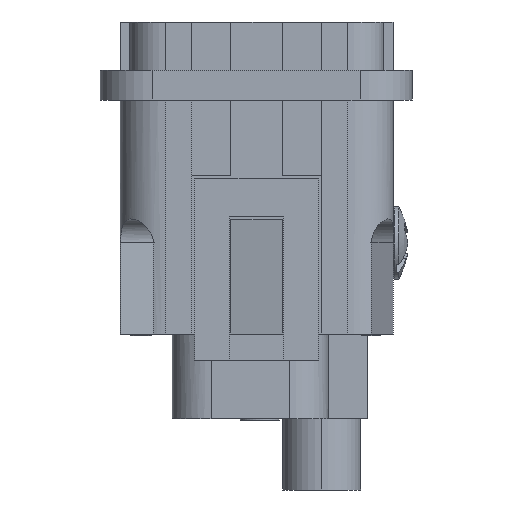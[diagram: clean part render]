
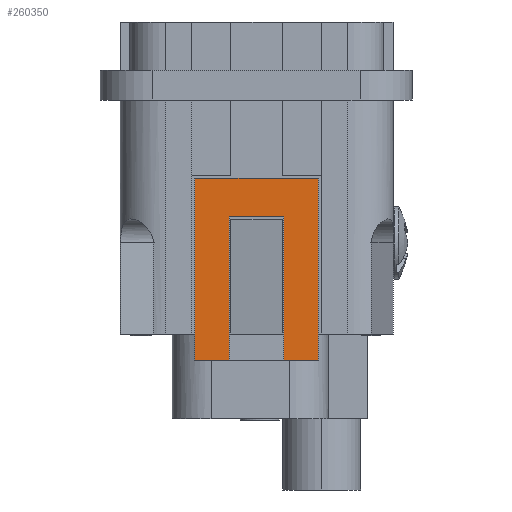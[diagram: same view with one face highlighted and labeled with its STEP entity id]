
A CAD part, left-side view. The second image highlights one B-rep face of the part: STEP entity #260350.
In plain terms, the highlighted planar face has unit normal (-1, 0, 0).
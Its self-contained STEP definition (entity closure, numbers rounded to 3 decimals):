
#15050=CARTESIAN_POINT('',(79.6,81.35,14.));
#15060=VERTEX_POINT('',#15050);
#15140=CARTESIAN_POINT('',(79.6,71.85,14.));
#15150=VERTEX_POINT('',#15140);
#15180=CARTESIAN_POINT('',(79.6,123.265,14.));
#15190=DIRECTION('',(0.,-1.,0.));
#15200=VECTOR('',#15190,1.);
#15210=LINE('',#15180,#15200);
#15220=EDGE_CURVE('',#15060,#15150,#15210,.T.);
#23860=CARTESIAN_POINT('',(79.6,71.85,0.));
#23870=VERTEX_POINT('',#23860);
#23920=CARTESIAN_POINT('',(79.6,71.85,2.));
#23930=DIRECTION('',(0.,0.,1.));
#23940=VECTOR('',#23930,1.);
#23950=LINE('',#23920,#23940);
#23960=EDGE_CURVE('',#23870,#15150,#23950,.T.);
#259800=CARTESIAN_POINT('',(79.6,81.35,2.));
#259810=DIRECTION('',(-1.,0.,0.));
#259820=DIRECTION('',(0.,1.,0.));
#259830=AXIS2_PLACEMENT_3D('',#259800,#259810,#259820);
#259840=PLANE('',#259830);
#259850=ORIENTED_EDGE('',*,*,#15220,.F.);
#259860=ORIENTED_EDGE('',*,*,#23960,.T.);
#259870=CARTESIAN_POINT('',(79.6,123.265,0.));
#259880=DIRECTION('',(0.,1.,0.));
#259890=VECTOR('',#259880,1.);
#259900=LINE('',#259870,#259890);
#259910=CARTESIAN_POINT('',(79.6,74.5,0.));
#259920=VERTEX_POINT('',#259910);
#259930=EDGE_CURVE('',#23870,#259920,#259900,.T.);
#259940=ORIENTED_EDGE('',*,*,#259930,.F.);
#259950=CARTESIAN_POINT('',(79.6,74.5,-22.));
#259960=DIRECTION('',(0.,0.,1.));
#259970=VECTOR('',#259960,1.);
#259980=LINE('',#259950,#259970);
#259990=CARTESIAN_POINT('',(79.6,74.5,11.));
#260000=VERTEX_POINT('',#259990);
#260010=EDGE_CURVE('',#259920,#260000,#259980,.T.);
#260020=ORIENTED_EDGE('',*,*,#260010,.F.);
#260030=CARTESIAN_POINT('',(79.6,123.265,11.));
#260040=DIRECTION('',(0.,-1.,0.));
#260050=VECTOR('',#260040,1.);
#260060=LINE('',#260030,#260050);
#260070=CARTESIAN_POINT('',(79.6,78.7,11.));
#260080=VERTEX_POINT('',#260070);
#260090=EDGE_CURVE('',#260080,#260000,#260060,.T.);
#260100=ORIENTED_EDGE('',*,*,#260090,.T.);
#260110=CARTESIAN_POINT('',(79.6,78.7,-22.));
#260120=DIRECTION('',(0.,0.,-1.));
#260130=VECTOR('',#260120,1.);
#260140=LINE('',#260110,#260130);
#260150=CARTESIAN_POINT('',(79.6,78.7,0.));
#260160=VERTEX_POINT('',#260150);
#260170=EDGE_CURVE('',#260080,#260160,#260140,.T.);
#260180=ORIENTED_EDGE('',*,*,#260170,.F.);
#260190=CARTESIAN_POINT('',(79.6,123.265,0.));
#260200=DIRECTION('',(0.,1.,0.));
#260210=VECTOR('',#260200,1.);
#260220=LINE('',#260190,#260210);
#260230=CARTESIAN_POINT('',(79.6,81.35,0.));
#260240=VERTEX_POINT('',#260230);
#260250=EDGE_CURVE('',#260160,#260240,#260220,.T.);
#260260=ORIENTED_EDGE('',*,*,#260250,.F.);
#260270=CARTESIAN_POINT('',(79.6,81.35,2.));
#260280=DIRECTION('',(0.,0.,1.));
#260290=VECTOR('',#260280,1.);
#260300=LINE('',#260270,#260290);
#260310=EDGE_CURVE('',#260240,#15060,#260300,.T.);
#260320=ORIENTED_EDGE('',*,*,#260310,.F.);
#260330=EDGE_LOOP('',(#260320,#260260,#260180,#260100,#260020,#259940,
#259860,#259850));
#260340=FACE_OUTER_BOUND('',#260330,.T.);
#260350=ADVANCED_FACE('',(#260340),#259840,.T.);
